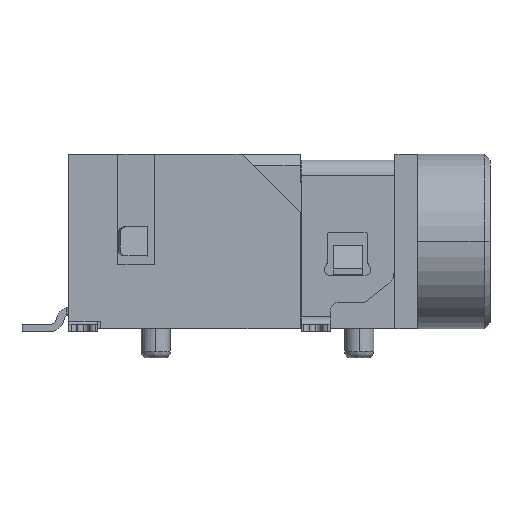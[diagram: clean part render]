
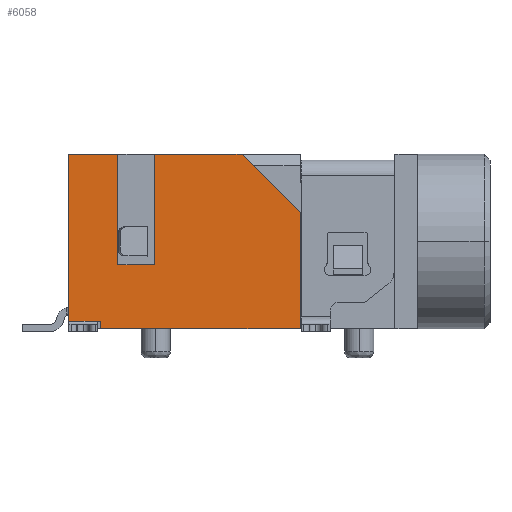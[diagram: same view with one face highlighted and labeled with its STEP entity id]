
A CAD part, top view. The second image highlights one B-rep face of the part: STEP entity #6058.
In plain terms, the highlighted planar face has unit normal (0, 0, 1).
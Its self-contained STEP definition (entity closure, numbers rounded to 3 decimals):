
#567 = VERTEX_POINT ( 'NONE', #4871 ) ;
#634 = LINE ( 'NONE', #6038, #8140 ) ;
#1009 = DIRECTION ( 'NONE',  ( 1., 0., 0. ) ) ;
#1271 = CARTESIAN_POINT ( 'NONE',  ( -2.5, 0.001, 3.5 ) ) ;
#1382 = EDGE_CURVE ( 'NONE', #11272, #8901, #634, .T. ) ;
#1423 = VERTEX_POINT ( 'NONE', #16438 ) ;
#1550 = VERTEX_POINT ( 'NONE', #6215 ) ;
#1775 = CARTESIAN_POINT ( 'NONE',  ( -12.8, -0.499, 3.5 ) ) ;
#1927 = EDGE_CURVE ( 'NONE', #5061, #11272, #15787, .T. ) ;
#2645 = LINE ( 'NONE', #1775, #15121 ) ;
#2816 = LINE ( 'NONE', #1271, #10497 ) ;
#2979 = ORIENTED_EDGE ( 'NONE', *, *, #13607, .F. ) ;
#3087 = DIRECTION ( 'NONE',  ( 0., 1., 0. ) ) ;
#3133 = DIRECTION ( 'NONE',  ( 0., -1., 0. ) ) ;
#3349 = VECTOR ( 'NONE', #4574, 1000. ) ;
#3663 = FACE_OUTER_BOUND ( 'NONE', #10225, .T. ) ;
#3664 = LINE ( 'NONE', #13807, #12926 ) ;
#3764 = CARTESIAN_POINT ( 'NONE',  ( -14.5, -0.499, 3.5 ) ) ;
#4041 = LINE ( 'NONE', #12909, #10726 ) ;
#4201 = DIRECTION ( 'NONE',  ( -1., 0., 0. ) ) ;
#4306 = DIRECTION ( 'NONE',  ( 1., 0., 0. ) ) ;
#4371 = VERTEX_POINT ( 'NONE', #11139 ) ;
#4375 = EDGE_CURVE ( 'NONE', #8204, #567, #3664, .T. ) ;
#4493 = ORIENTED_EDGE ( 'NONE', *, *, #10219, .T. ) ;
#4567 = DIRECTION ( 'NONE',  ( 0., 1., 0. ) ) ;
#4574 = DIRECTION ( 'NONE',  ( -1., 0., 0. ) ) ;
#4603 = CARTESIAN_POINT ( 'NONE',  ( -13.4, 0.001, 3.5 ) ) ;
#4871 = CARTESIAN_POINT ( 'NONE',  ( -12.8, 6.001, 3.5 ) ) ;
#5026 = VECTOR ( 'NONE', #4306, 1000. ) ;
#5061 = VERTEX_POINT ( 'NONE', #5278 ) ;
#5278 = CARTESIAN_POINT ( 'NONE',  ( -8.53, 6.001, 3.5 ) ) ;
#5425 = LINE ( 'NONE', #11846, #5026 ) ;
#5861 = VECTOR ( 'NONE', #4567, 1000. ) ;
#5963 = ORIENTED_EDGE ( 'NONE', *, *, #4375, .F. ) ;
#6038 = CARTESIAN_POINT ( 'NONE',  ( -11.55, -0.499, 3.5 ) ) ;
#6058 = ADVANCED_FACE ( 'NONE', ( #3663 ), #14981, .T. ) ;
#6109 = LINE ( 'NONE', #14388, #14837 ) ;
#6215 = CARTESIAN_POINT ( 'NONE',  ( -14.5, 0.251, 3.5 ) ) ;
#6611 = CARTESIAN_POINT ( 'NONE',  ( -12.8, 2.201, 3.5 ) ) ;
#7069 = CARTESIAN_POINT ( 'NONE',  ( -6.53, -0.499, 3.5 ) ) ;
#8094 = CARTESIAN_POINT ( 'NONE',  ( -11.55, 2.201, 3.5 ) ) ;
#8140 = VECTOR ( 'NONE', #16104, 1000. ) ;
#8204 = VERTEX_POINT ( 'NONE', #15077 ) ;
#8453 = ORIENTED_EDGE ( 'NONE', *, *, #13918, .F. ) ;
#8577 = EDGE_CURVE ( 'NONE', #1550, #1423, #5425, .T. ) ;
#8580 = EDGE_CURVE ( 'NONE', #13581, #567, #2645, .T. ) ;
#8664 = DIRECTION ( 'NONE',  ( -1., 0., 0. ) ) ;
#8901 = VERTEX_POINT ( 'NONE', #8094 ) ;
#9003 = ORIENTED_EDGE ( 'NONE', *, *, #1927, .T. ) ;
#9204 = LINE ( 'NONE', #10648, #14588 ) ;
#9477 = DIRECTION ( 'NONE',  ( -0.707, 0.707, 0. ) ) ;
#9822 = AXIS2_PLACEMENT_3D ( 'NONE', #3764, #13850, #9917 ) ;
#9917 = DIRECTION ( 'NONE',  ( 1., 0., 0. ) ) ;
#10219 = EDGE_CURVE ( 'NONE', #8204, #1550, #6109, .T. ) ;
#10225 = EDGE_LOOP ( 'NONE', ( #12923, #16088, #9003, #10253, #14423, #12812, #5963, #4493, #12859, #2979, #8453 ) ) ;
#10253 = ORIENTED_EDGE ( 'NONE', *, *, #1382, .T. ) ;
#10368 = EDGE_CURVE ( 'NONE', #8901, #13581, #10649, .T. ) ;
#10497 = VECTOR ( 'NONE', #8664, 1000. ) ;
#10589 = LINE ( 'NONE', #7069, #5861 ) ;
#10649 = LINE ( 'NONE', #15523, #14018 ) ;
#10648 = CARTESIAN_POINT ( 'NONE',  ( -6.53, 4.001, 3.5 ) ) ;
#10726 = VECTOR ( 'NONE', #14358, 1000. ) ;
#11139 = CARTESIAN_POINT ( 'NONE',  ( -6.53, 4.001, 3.5 ) ) ;
#11272 = VERTEX_POINT ( 'NONE', #16191 ) ;
#11560 = EDGE_CURVE ( 'NONE', #14800, #4371, #10589, .T. ) ;
#11846 = CARTESIAN_POINT ( 'NONE',  ( -14.5, 0.251, 3.5 ) ) ;
#12125 = CARTESIAN_POINT ( 'NONE',  ( -14.5, 6.001, 3.5 ) ) ;
#12542 = EDGE_CURVE ( 'NONE', #4371, #5061, #9204, .T. ) ;
#12812 = ORIENTED_EDGE ( 'NONE', *, *, #8580, .T. ) ;
#12859 = ORIENTED_EDGE ( 'NONE', *, *, #8577, .T. ) ;
#12909 = CARTESIAN_POINT ( 'NONE',  ( -13.4, 0.001, 3.5 ) ) ;
#12923 = ORIENTED_EDGE ( 'NONE', *, *, #11560, .T. ) ;
#12926 = VECTOR ( 'NONE', #1009, 1000. ) ;
#13047 = VERTEX_POINT ( 'NONE', #4603 ) ;
#13581 = VERTEX_POINT ( 'NONE', #6611 ) ;
#13607 = EDGE_CURVE ( 'NONE', #13047, #1423, #4041, .T. ) ;
#13807 = CARTESIAN_POINT ( 'NONE',  ( -2.5, 6.001, 3.5 ) ) ;
#13850 = DIRECTION ( 'NONE',  ( 0., 0., 1. ) ) ;
#13918 = EDGE_CURVE ( 'NONE', #14800, #13047, #2816, .T. ) ;
#14018 = VECTOR ( 'NONE', #4201, 1000. ) ;
#14358 = DIRECTION ( 'NONE',  ( 0., 1., 0. ) ) ;
#14388 = CARTESIAN_POINT ( 'NONE',  ( -14.5, -0.499, 3.5 ) ) ;
#14423 = ORIENTED_EDGE ( 'NONE', *, *, #10368, .T. ) ;
#14588 = VECTOR ( 'NONE', #9477, 1000. ) ;
#14598 = CARTESIAN_POINT ( 'NONE',  ( -6.53, 0.001, 3.5 ) ) ;
#14800 = VERTEX_POINT ( 'NONE', #14598 ) ;
#14837 = VECTOR ( 'NONE', #3133, 1000. ) ;
#14981 = PLANE ( 'NONE',  #9822 ) ;
#15077 = CARTESIAN_POINT ( 'NONE',  ( -14.5, 6.001, 3.5 ) ) ;
#15121 = VECTOR ( 'NONE', #3087, 1000. ) ;
#15523 = CARTESIAN_POINT ( 'NONE',  ( -14.5, 2.201, 3.5 ) ) ;
#15787 = LINE ( 'NONE', #12125, #3349 ) ;
#16088 = ORIENTED_EDGE ( 'NONE', *, *, #12542, .T. ) ;
#16104 = DIRECTION ( 'NONE',  ( 0., -1., 0. ) ) ;
#16191 = CARTESIAN_POINT ( 'NONE',  ( -11.55, 6.001, 3.5 ) ) ;
#16438 = CARTESIAN_POINT ( 'NONE',  ( -13.4, 0.251, 3.5 ) ) ;
